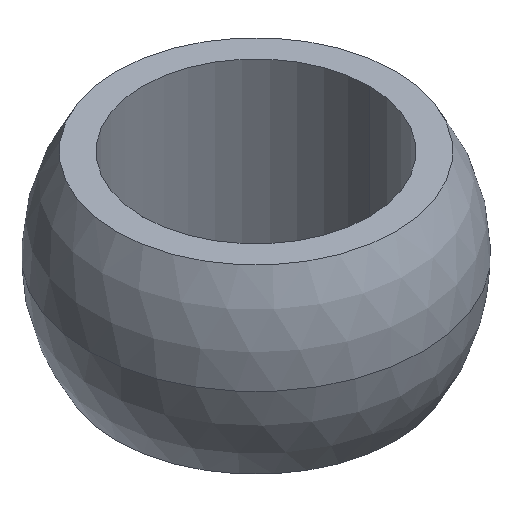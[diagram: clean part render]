
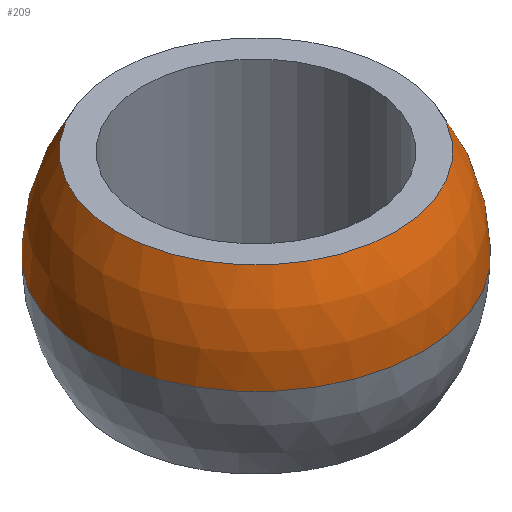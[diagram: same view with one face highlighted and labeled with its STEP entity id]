
A CAD part, isometric view. The second image highlights one B-rep face of the part: STEP entity #209.
In plain terms, the highlighted spherical face has radius 11 mm.
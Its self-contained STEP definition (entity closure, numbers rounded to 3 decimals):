
#1 = DIRECTION ( 'NONE',  ( 0., 0., -1. ) ) ;
#2 = CARTESIAN_POINT ( 'NONE',  ( 0., -11., 0. ) ) ;
#3 = CARTESIAN_POINT ( 'NONE',  ( 0., 0., 0. ) ) ;
#5 = EDGE_CURVE ( 'NONE', #7, #139, #188, .T. ) ;
#7 = VERTEX_POINT ( 'NONE', #152 ) ;
#32 = DIRECTION ( 'NONE',  ( -1., 0., 0. ) ) ;
#37 = ORIENTED_EDGE ( 'NONE', *, *, #100, .F. ) ;
#46 = CARTESIAN_POINT ( 'NONE',  ( 0., 0., 0. ) ) ;
#50 = DIRECTION ( 'NONE',  ( 1., 0., 0. ) ) ;
#54 = DIRECTION ( 'NONE',  ( 0., 0., -1. ) ) ;
#56 = VERTEX_POINT ( 'NONE', #2 ) ;
#57 = AXIS2_PLACEMENT_3D ( 'NONE', #124, #54, #71 ) ;
#62 = DIRECTION ( 'NONE',  ( 0., 0., -1. ) ) ;
#63 = FACE_OUTER_BOUND ( 'NONE', #137, .T. ) ;
#70 = AXIS2_PLACEMENT_3D ( 'NONE', #3, #189, #32 ) ;
#71 = DIRECTION ( 'NONE',  ( 1., 0., 0. ) ) ;
#76 = CARTESIAN_POINT ( 'NONE',  ( 0., 11., 0. ) ) ;
#77 = FACE_BOUND ( 'NONE', #170, .T. ) ;
#80 = AXIS2_PLACEMENT_3D ( 'NONE', #46, #109, #173 ) ;
#87 = ORIENTED_EDGE ( 'NONE', *, *, #5, .T. ) ;
#89 = EDGE_CURVE ( 'NONE', #56, #117, #159, .T. ) ;
#90 = DIRECTION ( 'NONE',  ( 1., 0., 0. ) ) ;
#93 = CIRCLE ( 'NONE', #70, 11. ) ;
#94 = SPHERICAL_SURFACE ( 'NONE', #194, 11. ) ;
#96 = CARTESIAN_POINT ( 'NONE',  ( 0., 0., 6. ) ) ;
#100 = EDGE_CURVE ( 'NONE', #56, #117, #93, .T. ) ;
#109 = DIRECTION ( 'NONE',  ( 0., 0., 1. ) ) ;
#117 = VERTEX_POINT ( 'NONE', #76 ) ;
#124 = CARTESIAN_POINT ( 'NONE',  ( 0., 0., 6. ) ) ;
#136 = ORIENTED_EDGE ( 'NONE', *, *, #89, .T. ) ;
#137 = EDGE_LOOP ( 'NONE', ( #37, #136 ) ) ;
#139 = VERTEX_POINT ( 'NONE', #207 ) ;
#141 = ORIENTED_EDGE ( 'NONE', *, *, #190, .T. ) ;
#143 = CARTESIAN_POINT ( 'NONE',  ( 0., 0., 0. ) ) ;
#151 = CIRCLE ( 'NONE', #175, 9.22 ) ;
#152 = CARTESIAN_POINT ( 'NONE',  ( 9.22, 0., 6. ) ) ;
#159 = CIRCLE ( 'NONE', #80, 11. ) ;
#170 = EDGE_LOOP ( 'NONE', ( #87, #141 ) ) ;
#173 = DIRECTION ( 'NONE',  ( 1., 0., 0. ) ) ;
#175 = AXIS2_PLACEMENT_3D ( 'NONE', #96, #1, #50 ) ;
#188 = CIRCLE ( 'NONE', #57, 9.22 ) ;
#189 = DIRECTION ( 'NONE',  ( 0., 0., -1. ) ) ;
#190 = EDGE_CURVE ( 'NONE', #139, #7, #151, .T. ) ;
#194 = AXIS2_PLACEMENT_3D ( 'NONE', #143, #62, #90 ) ;
#207 = CARTESIAN_POINT ( 'NONE',  ( -9.22, 0., 6. ) ) ;
#209 = ADVANCED_FACE ( 'NONE', ( #63, #77 ), #94, .T. ) ;
